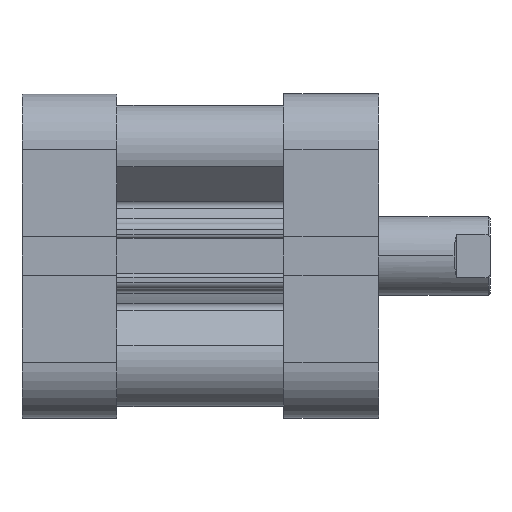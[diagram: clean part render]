
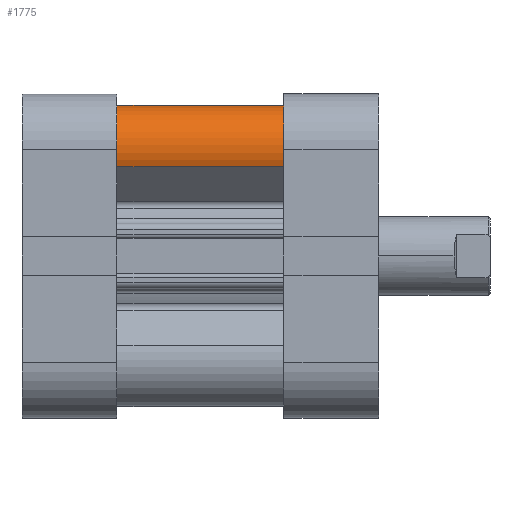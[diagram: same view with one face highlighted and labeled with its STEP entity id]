
A CAD part, front view. The second image highlights one B-rep face of the part: STEP entity #1775.
In plain terms, the highlighted cylindrical face has radius 6.75 mm (diameter 13.5 mm), a partial arc.
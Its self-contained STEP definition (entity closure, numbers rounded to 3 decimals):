
#605 = AXIS2_PLACEMENT_3D ( 'NONE', #9404, #9403, #9402 ) ;
#693 = AXIS2_PLACEMENT_3D ( 'NONE', #9763, #9764, #9765 ) ;
#697 = AXIS2_PLACEMENT_3D ( 'NONE', #9783, #9787, #9788 ) ;
#1775 = ADVANCED_FACE ( 'NONE', ( #8897 ), #8900, .T. ) ;
#1878 = EDGE_CURVE ( 'NONE', #3008, #3009, #9072, .T. ) ;
#1887 = EDGE_CURVE ( 'NONE', #3006, #3008, #3061, .T. ) ;
#1888 = EDGE_CURVE ( 'NONE', #3006, #3007, #3064, .T. ) ;
#1889 = EDGE_CURVE ( 'NONE', #3007, #3009, #9079, .T. ) ;
#3006 = VERTEX_POINT ( 'NONE', #5295 ) ;
#3007 = VERTEX_POINT ( 'NONE', #5296 ) ;
#3008 = VERTEX_POINT ( 'NONE', #5297 ) ;
#3009 = VERTEX_POINT ( 'NONE', #5298 ) ;
#3056 = VECTOR ( 'NONE', #9791, 1000. ) ;
#3061 = LINE ( 'NONE', #9785, #3062 ) ;
#3062 = VECTOR ( 'NONE', #9786, 1000. ) ;
#3064 = CIRCLE ( 'NONE', #697, 6.75 ) ;
#5295 = CARTESIAN_POINT ( 'NONE',  ( -23., -16.25, 25.5 ) ) ;
#5296 = CARTESIAN_POINT ( 'NONE',  ( -13.633, -22.472, 25.5 ) ) ;
#5297 = CARTESIAN_POINT ( 'NONE',  ( -23., -16.25, 0. ) ) ;
#5298 = CARTESIAN_POINT ( 'NONE',  ( -13.633, -22.472, 0. ) ) ;
#6710 = EDGE_LOOP ( 'NONE', ( #7087, #7086, #7085, #7084 ) ) ;
#7084 = ORIENTED_EDGE ( 'NONE', *, *, #1889, .F. ) ;
#7085 = ORIENTED_EDGE ( 'NONE', *, *, #1878, .T. ) ;
#7086 = ORIENTED_EDGE ( 'NONE', *, *, #1887, .T. ) ;
#7087 = ORIENTED_EDGE ( 'NONE', *, *, #1888, .F. ) ;
#8897 = FACE_OUTER_BOUND ( 'NONE', #6710, .T. ) ;
#8900 = CYLINDRICAL_SURFACE ( 'NONE', #605, 6.75 ) ;
#9072 = CIRCLE ( 'NONE', #693, 6.75 ) ;
#9079 = LINE ( 'NONE', #9790, #3056 ) ;
#9402 = DIRECTION ( 'NONE',  ( -1., 0., 0. ) ) ;
#9403 = DIRECTION ( 'NONE',  ( 0., 0., -1. ) ) ;
#9404 = CARTESIAN_POINT ( 'NONE',  ( -16.25, -16.25, 25.5 ) ) ;
#9763 = CARTESIAN_POINT ( 'NONE',  ( -16.25, -16.25, 0. ) ) ;
#9764 = DIRECTION ( 'NONE',  ( 0., 0., 1. ) ) ;
#9765 = DIRECTION ( 'NONE',  ( -1., 0., 0. ) ) ;
#9783 = CARTESIAN_POINT ( 'NONE',  ( -16.25, -16.25, 25.5 ) ) ;
#9785 = CARTESIAN_POINT ( 'NONE',  ( -23., -16.25, 25.5 ) ) ;
#9786 = DIRECTION ( 'NONE',  ( 0., 0., -1. ) ) ;
#9787 = DIRECTION ( 'NONE',  ( 0., 0., 1. ) ) ;
#9788 = DIRECTION ( 'NONE',  ( -1., 0., 0. ) ) ;
#9790 = CARTESIAN_POINT ( 'NONE',  ( -13.633, -22.472, 25.5 ) ) ;
#9791 = DIRECTION ( 'NONE',  ( 0., 0., -1. ) ) ;
